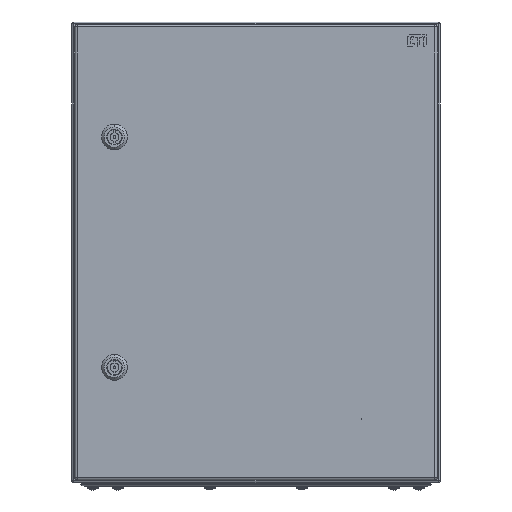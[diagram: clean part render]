
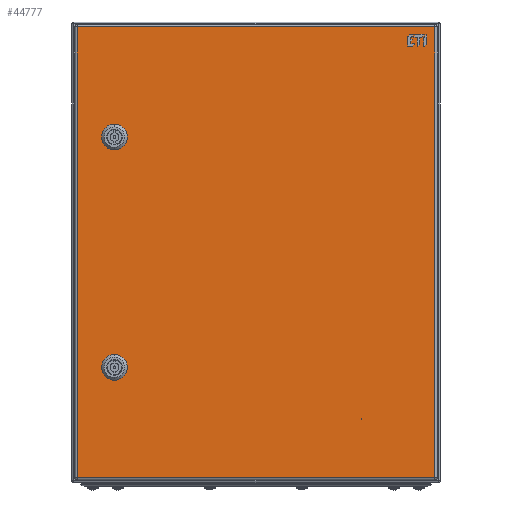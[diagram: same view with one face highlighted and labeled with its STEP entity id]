
A CAD part, front view. The second image highlights one B-rep face of the part: STEP entity #44777.
In plain terms, the highlighted face is planar.
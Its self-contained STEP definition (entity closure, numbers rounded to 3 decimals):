
#43802=CARTESIAN_POINT('',(-125.,-153.7,0.));
#43803=DIRECTION('',(0.,0.,-1.));
#43804=DIRECTION('',(-0.893,0.449,0.));
#43805=AXIS2_PLACEMENT_3D('',#43802,#43803,#43804);
#43810=CARTESIAN_POINT('',(-125.,-153.7,0.));
#43811=DIRECTION('',(0.,0.,-1.));
#43812=DIRECTION('',(0.449,0.893,0.));
#43813=AXIS2_PLACEMENT_3D('',#43810,#43811,#43812);
#43818=CARTESIAN_POINT('',(-125.,-153.7,0.));
#43819=DIRECTION('',(0.,0.,-1.));
#43820=DIRECTION('',(0.893,-0.449,0.));
#43821=AXIS2_PLACEMENT_3D('',#43818,#43819,#43820);
#43826=CARTESIAN_POINT('',(-125.,-153.7,0.));
#43827=DIRECTION('',(0.,0.,-1.));
#43828=DIRECTION('',(-0.449,-0.893,0.));
#43829=AXIS2_PLACEMENT_3D('',#43826,#43827,#43828);
#43834=CARTESIAN_POINT('',(125.,-153.7,0.));
#43835=DIRECTION('',(0.,0.,-1.));
#43836=DIRECTION('',(-0.449,-0.893,0.));
#43837=AXIS2_PLACEMENT_3D('',#43834,#43835,#43836);
#43842=CARTESIAN_POINT('',(125.,-153.7,0.));
#43843=DIRECTION('',(0.,0.,-1.));
#43844=DIRECTION('',(-0.893,0.449,0.));
#43845=AXIS2_PLACEMENT_3D('',#43842,#43843,#43844);
#43850=CARTESIAN_POINT('',(125.,-153.7,0.));
#43851=DIRECTION('',(0.,0.,-1.));
#43852=DIRECTION('',(0.449,0.893,0.));
#43853=AXIS2_PLACEMENT_3D('',#43850,#43851,#43852);
#43858=CARTESIAN_POINT('',(125.,-153.7,0.));
#43859=DIRECTION('',(0.,0.,-1.));
#43860=DIRECTION('',(0.893,-0.449,0.));
#43861=AXIS2_PLACEMENT_3D('',#43858,#43859,#43860);
#43866=DIRECTION('',(0.,1.,0.));
#43867=VECTOR('',#43866,388.4);
#43868=CARTESIAN_POINT('',(-244.5,-194.2,0.));
#43869=LINE('',#43868,#43867);
#43911=DIRECTION('',(1.,0.,0.));
#43912=VECTOR('',#43911,489.);
#43913=CARTESIAN_POINT('',(-244.5,194.2,0.));
#43914=LINE('',#43913,#43912);
#44065=DIRECTION('',(0.,-1.,0.));
#44066=VECTOR('',#44065,388.4);
#44067=CARTESIAN_POINT('',(244.5,194.2,0.));
#44068=LINE('',#44067,#44066);
#44103=DIRECTION('',(-1.,0.,0.));
#44104=VECTOR('',#44103,489.);
#44105=CARTESIAN_POINT('',(244.5,-194.2,0.));
#44106=LINE('',#44105,#44104);
#44422=DIRECTION('',(0.,-1.,0.));
#44423=VECTOR('',#44422,10.111);
#44424=CARTESIAN_POINT('',(-135.05,-148.644,0.));
#44425=LINE('',#44424,#44423);
#44443=DIRECTION('',(-1.,0.,0.));
#44444=VECTOR('',#44443,10.111);
#44445=CARTESIAN_POINT('',(-119.944,-143.65,0.));
#44446=LINE('',#44445,#44444);
#44464=DIRECTION('',(0.,1.,0.));
#44465=VECTOR('',#44464,10.111);
#44466=CARTESIAN_POINT('',(-114.95,-158.756,0.));
#44467=LINE('',#44466,#44465);
#44485=DIRECTION('',(1.,0.,0.));
#44486=VECTOR('',#44485,10.111);
#44487=CARTESIAN_POINT('',(-130.056,-163.75,0.));
#44488=LINE('',#44487,#44486);
#44520=DIRECTION('',(1.,0.,0.));
#44521=VECTOR('',#44520,10.111);
#44522=CARTESIAN_POINT('',(119.944,-163.75,0.));
#44523=LINE('',#44522,#44521);
#44541=DIRECTION('',(0.,-1.,0.));
#44542=VECTOR('',#44541,10.111);
#44543=CARTESIAN_POINT('',(114.95,-148.644,0.));
#44544=LINE('',#44543,#44542);
#44562=DIRECTION('',(-1.,0.,0.));
#44563=VECTOR('',#44562,10.111);
#44564=CARTESIAN_POINT('',(130.056,-143.65,0.));
#44565=LINE('',#44564,#44563);
#44583=DIRECTION('',(0.,1.,0.));
#44584=VECTOR('',#44583,10.111);
#44585=CARTESIAN_POINT('',(135.05,-158.756,0.));
#44586=LINE('',#44585,#44584);
#44590=CARTESIAN_POINT('',(-244.5,-194.2,0.));
#44591=CARTESIAN_POINT('',(-244.5,194.2,0.));
#44592=VERTEX_POINT('',#44590);
#44593=VERTEX_POINT('',#44591);
#44594=CARTESIAN_POINT('',(244.5,-194.2,0.));
#44595=VERTEX_POINT('',#44594);
#44596=CARTESIAN_POINT('',(244.5,194.2,0.));
#44597=VERTEX_POINT('',#44596);
#44598=CARTESIAN_POINT('',(-135.05,-148.644,0.));
#44599=CARTESIAN_POINT('',(-130.056,-143.65,0.));
#44600=VERTEX_POINT('',#44598);
#44601=VERTEX_POINT('',#44599);
#44602=CARTESIAN_POINT('',(-119.944,-143.65,0.));
#44603=VERTEX_POINT('',#44602);
#44604=CARTESIAN_POINT('',(-114.95,-148.644,0.));
#44605=VERTEX_POINT('',#44604);
#44606=CARTESIAN_POINT('',(-114.95,-158.756,0.));
#44607=VERTEX_POINT('',#44606);
#44608=CARTESIAN_POINT('',(-119.944,-163.75,0.));
#44609=VERTEX_POINT('',#44608);
#44610=CARTESIAN_POINT('',(-130.056,-163.75,0.));
#44611=VERTEX_POINT('',#44610);
#44612=CARTESIAN_POINT('',(-135.05,-158.756,0.));
#44613=VERTEX_POINT('',#44612);
#44614=CARTESIAN_POINT('',(119.944,-163.75,0.));
#44615=CARTESIAN_POINT('',(130.056,-163.75,0.));
#44616=VERTEX_POINT('',#44614);
#44617=VERTEX_POINT('',#44615);
#44618=CARTESIAN_POINT('',(114.95,-158.756,0.));
#44619=VERTEX_POINT('',#44618);
#44620=CARTESIAN_POINT('',(114.95,-148.644,0.));
#44621=VERTEX_POINT('',#44620);
#44622=CARTESIAN_POINT('',(119.944,-143.65,0.));
#44623=VERTEX_POINT('',#44622);
#44624=CARTESIAN_POINT('',(130.056,-143.65,0.));
#44625=VERTEX_POINT('',#44624);
#44626=CARTESIAN_POINT('',(135.05,-148.644,0.));
#44627=VERTEX_POINT('',#44626);
#44628=CARTESIAN_POINT('',(135.05,-158.756,0.));
#44629=VERTEX_POINT('',#44628);
#44726=CARTESIAN_POINT('',(0.,0.,0.));
#44727=DIRECTION('',(0.,0.,-1.));
#44728=DIRECTION('',(-1.,0.,0.));
#44729=AXIS2_PLACEMENT_3D('',#44726,#44727,#44728);
#44730=PLANE('',#44729);
#44732=ORIENTED_EDGE('',*,*,#44731,.F.);
#44734=ORIENTED_EDGE('',*,*,#44733,.F.);
#44736=ORIENTED_EDGE('',*,*,#44735,.F.);
#44738=ORIENTED_EDGE('',*,*,#44737,.F.);
#44739=EDGE_LOOP('',(#44732,#44734,#44736,#44738));
#44740=FACE_OUTER_BOUND('',#44739,.F.);
#44742=ORIENTED_EDGE('',*,*,#44741,.T.);
#44744=ORIENTED_EDGE('',*,*,#44743,.F.);
#44746=ORIENTED_EDGE('',*,*,#44745,.T.);
#44748=ORIENTED_EDGE('',*,*,#44747,.F.);
#44750=ORIENTED_EDGE('',*,*,#44749,.T.);
#44752=ORIENTED_EDGE('',*,*,#44751,.F.);
#44754=ORIENTED_EDGE('',*,*,#44753,.T.);
#44756=ORIENTED_EDGE('',*,*,#44755,.F.);
#44757=EDGE_LOOP('',(#44742,#44744,#44746,#44748,#44750,#44752,#44754,#44756));
#44758=FACE_BOUND('',#44757,.F.);
#44760=ORIENTED_EDGE('',*,*,#44759,.F.);
#44762=ORIENTED_EDGE('',*,*,#44761,.T.);
#44764=ORIENTED_EDGE('',*,*,#44763,.F.);
#44766=ORIENTED_EDGE('',*,*,#44765,.T.);
#44768=ORIENTED_EDGE('',*,*,#44767,.F.);
#44770=ORIENTED_EDGE('',*,*,#44769,.T.);
#44772=ORIENTED_EDGE('',*,*,#44771,.F.);
#44774=ORIENTED_EDGE('',*,*,#44773,.T.);
#44775=EDGE_LOOP('',(#44760,#44762,#44764,#44766,#44768,#44770,#44772,#44774));
#44776=FACE_BOUND('',#44775,.F.);
#43806=CIRCLE('',#43805,11.25);
#43814=CIRCLE('',#43813,11.25);
#43822=CIRCLE('',#43821,11.25);
#43830=CIRCLE('',#43829,11.25);
#43838=CIRCLE('',#43837,11.25);
#43846=CIRCLE('',#43845,11.25);
#43854=CIRCLE('',#43853,11.25);
#43862=CIRCLE('',#43861,11.25);
#44731=EDGE_CURVE('',#44592,#44593,#43869,.T.);
#44733=EDGE_CURVE('',#44595,#44592,#44106,.T.);
#44735=EDGE_CURVE('',#44597,#44595,#44068,.T.);
#44737=EDGE_CURVE('',#44593,#44597,#43914,.T.);
#44741=EDGE_CURVE('',#44600,#44601,#43806,.T.);
#44743=EDGE_CURVE('',#44603,#44601,#44446,.T.);
#44745=EDGE_CURVE('',#44603,#44605,#43814,.T.);
#44747=EDGE_CURVE('',#44607,#44605,#44467,.T.);
#44749=EDGE_CURVE('',#44607,#44609,#43822,.T.);
#44751=EDGE_CURVE('',#44611,#44609,#44488,.T.);
#44753=EDGE_CURVE('',#44611,#44613,#43830,.T.);
#44755=EDGE_CURVE('',#44600,#44613,#44425,.T.);
#44759=EDGE_CURVE('',#44616,#44617,#44523,.T.);
#44761=EDGE_CURVE('',#44616,#44619,#43838,.T.);
#44763=EDGE_CURVE('',#44621,#44619,#44544,.T.);
#44765=EDGE_CURVE('',#44621,#44623,#43846,.T.);
#44767=EDGE_CURVE('',#44625,#44623,#44565,.T.);
#44769=EDGE_CURVE('',#44625,#44627,#43854,.T.);
#44771=EDGE_CURVE('',#44629,#44627,#44586,.T.);
#44773=EDGE_CURVE('',#44629,#44617,#43862,.T.);
#44777=ADVANCED_FACE('',(#44740,#44758,#44776),#44730,.T.);
